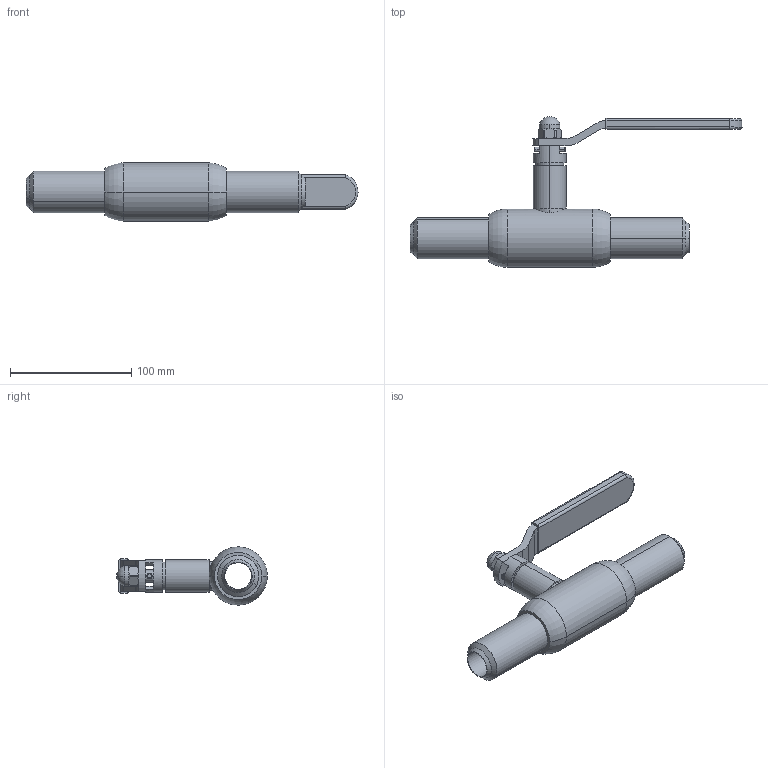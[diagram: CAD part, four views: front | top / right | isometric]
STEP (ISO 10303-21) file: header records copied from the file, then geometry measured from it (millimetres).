
FILE_DESCRIPTION (( 'STEP AP214' ), '1' );
FILE_NAME ('通径DN20焊接球阀.STEP', '2026-01-28T02:08:08', ( '' ), ( '' ), 'SwSTEP 2.0', 'SolidWorks 2022', '' );
FILE_SCHEMA (( 'AUTOMOTIVE_DESIGN' ));
Length unit declared in the file: millimetre
Products named in the file (9): 籵噤DN20爾諉⑩概; Q61F-25-17參杶; 20籵噤 - 梓袧; Q61F-25-1概极..; Q61F-25-15詩种; Q61F-25-18概裝蹟譫; Q61F-25-3概裝; Q61F-25-16球阀把手; Q61F-25-5粣杶
Assembly tree (9 placements, depth 2):
  籵噤DN20爾諉⑩概
    Q61F-25-1概极..
    Q61F-25-5粣杶
    Q61F-25-3概裝
    Q61F-25-15詩种
    Q61F-25-16球阀把手
    Q61F-25-18概裝蹟譫
    Q61F-25-17參杶
    20籵噤 - 梓袧  x2
Bounding box: 273.37 x 124 x 48 mm (x, y, z)
Volume: 205451.9 mm3; surface area: 105473.8 mm2
Topology: 9 solids, 9 shells, 180 faces, 413 edges, 258 vertices
Faces by surface type: cylinder 74, plane 60, cone 26, torus 14, bspline 4, sphere 2
Entity records: 9154 total; most frequent: CARTESIAN_POINT 4700, DIRECTION 845, ORIENTED_EDGE 762, EDGE_CURVE 381, AXIS2_PLACEMENT_3D 345, VERTEX_POINT 240, EDGE_LOOP 185, CIRCLE 172
